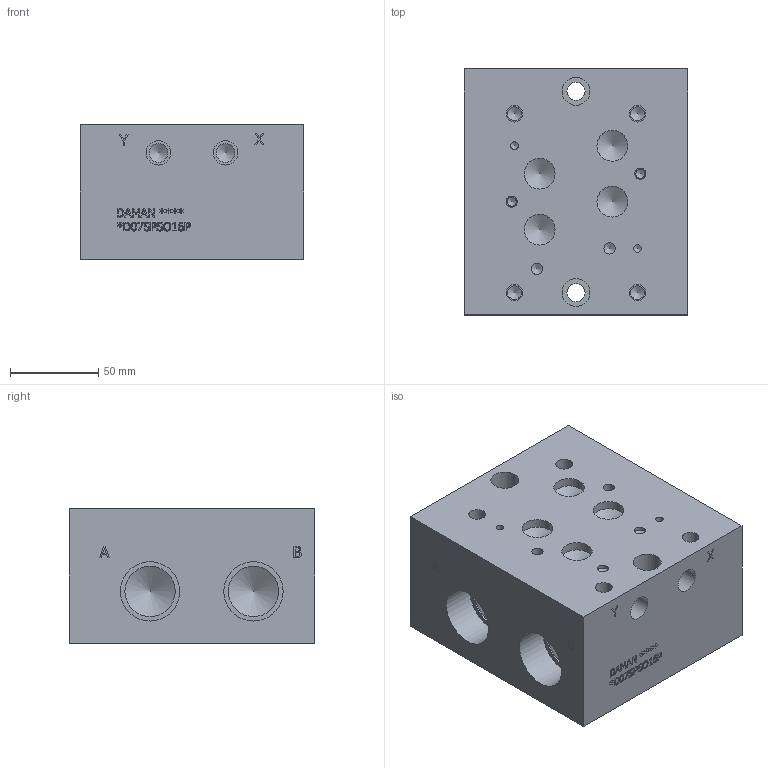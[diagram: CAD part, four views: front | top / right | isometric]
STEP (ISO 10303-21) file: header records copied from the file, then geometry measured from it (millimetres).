
FILE_DESCRIPTION(/* description */ (''),/* implementation_level */ '2;1');
FILE_NAME(/* name */ '_D07SPSO16P.stp',/* time_stamp */ '2022-05-31T16:19:20-04:00',/* author */ ('bobbyh'),/* organization */ (''),/* preprocessor_version */ 'ST-DEVELOPER v18',/* originating_system */ 'Autodesk Inventor 2020',/* authorisation */ '');
FILE_SCHEMA (('AUTOMOTIVE_DESIGN { 1 0 10303 214 3 1 1 }'));
Length unit declared in the file: millimetre
Products named in the file (1): Part_AD07SPSO16P_3D
Bounding box: 127 x 139.7 x 76.2 mm (x, y, z)
Volume: 1239989.5 mm3; surface area: 96466 mm2
Topology: 1 solids, 1 shells, 495 faces, 1356 edges, 916 vertices
Faces by surface type: plane 307, bspline 132, cylinder 36, cone 20
Full cylindrical faces by diameter (mm): 4.369 x2, 5.105 x2, 6.35 x4, 7.925 x4, 9.525 x4, 10.312 x2, 10.719 x2, 13.868 x2, 15.875 x2, 17.475 x4, 28.575 x4, 33.706 x4
Entity records: 16676 total; most frequent: CARTESIAN_POINT 4464, ORIENTED_EDGE 2672, DIRECTION 1928, EDGE_CURVE 1336, LINE 944, VECTOR 944, VERTEX_POINT 916, EDGE_LOOP 572
